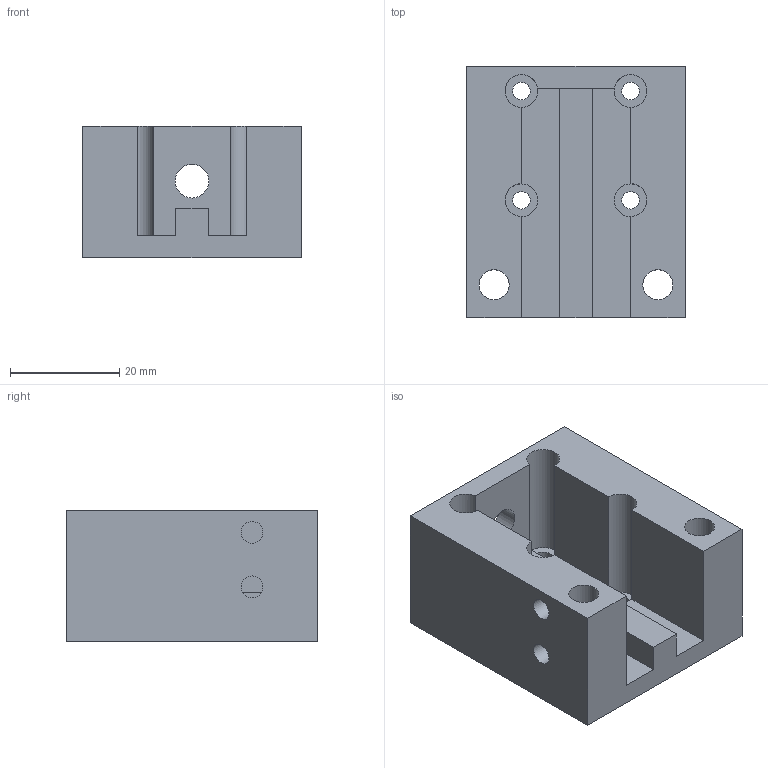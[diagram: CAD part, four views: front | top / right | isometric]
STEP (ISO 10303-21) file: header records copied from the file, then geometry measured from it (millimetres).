
FILE_DESCRIPTION(/* description */ ('','CAx-IF Rec.Pracs.---Representation and Presentation of Product Manufacturing Information (PMI)---4.0---2014-10-13'),/* implementation_level */ '2;1');
FILE_NAME(/* name */ 'slider mount 2 v8.step',/* time_stamp */ '2025-03-24T23:14:40+01:00',/* author */ (''),/* organization */ (''),/* preprocessor_version */ 'ST-DEVELOPER v20',/* originating_system */ 'Autodesk Translation Framework v13.20.0.188',/* authorisation */ '');
FILE_SCHEMA (('AP242_MANAGED_MODEL_BASED_3D_ENGINEERING_MIM_LF { 1 0 10303 442 1 1 4 }'));
Length unit declared in the file: millimetre
Products named in the file (1): slider mount 2
Bounding box: 40 x 46 x 24 mm (x, y, z)
Volume: 25209.9 mm3; surface area: 11537.5 mm2
Topology: 1 solids, 1 shells, 52 faces, 138 edges, 92 vertices
Faces by surface type: plane 37, cylinder 15
Full cylindrical faces by diameter (mm): 3.2 x4, 4 x2, 5.5 x2, 6 x6, 6.2 x1
Entity records: 1689 total; most frequent: CARTESIAN_POINT 283, DIRECTION 282, ORIENTED_EDGE 276, EDGE_CURVE 138, LINE 100, VECTOR 100, VERTEX_POINT 92, AXIS2_PLACEMENT_3D 91
